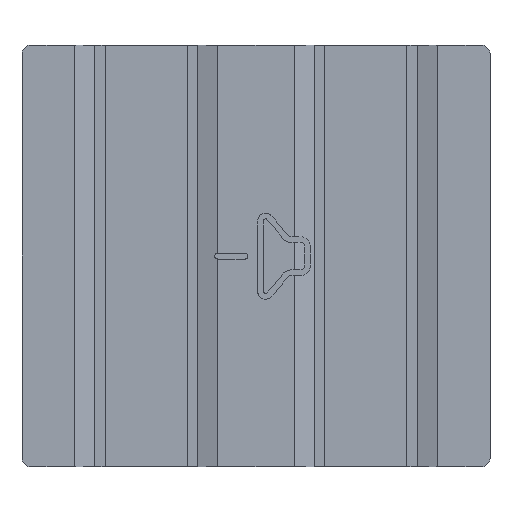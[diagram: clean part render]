
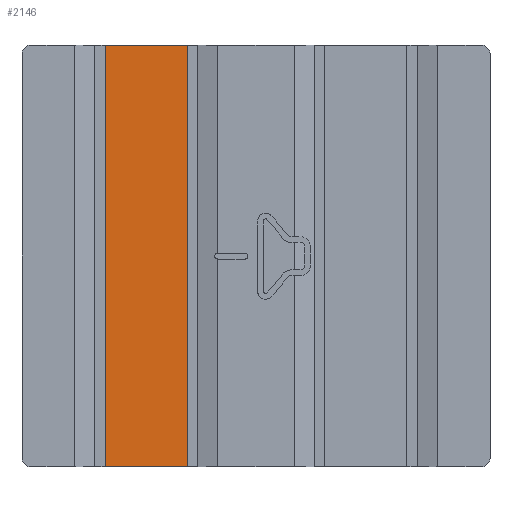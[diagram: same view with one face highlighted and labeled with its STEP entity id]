
A CAD part, front view. The second image highlights one B-rep face of the part: STEP entity #2146.
In plain terms, the highlighted planar face has unit normal (0, -1, 0).
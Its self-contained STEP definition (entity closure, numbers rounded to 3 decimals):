
#185=FACE_OUTER_BOUND('',#298,.T.);
#298=EDGE_LOOP('',(#1684,#1685,#1686,#1687));
#468=LINE('',#3651,#691);
#482=LINE('',#3678,#705);
#513=LINE('',#3750,#736);
#523=LINE('',#3856,#746);
#691=VECTOR('',#2445,10.);
#705=VECTOR('',#2467,10.);
#736=VECTOR('',#2508,10.);
#746=VECTOR('',#2530,10.);
#941=VERTEX_POINT('',#3647);
#943=VERTEX_POINT('',#3650);
#951=VERTEX_POINT('',#3674);
#952=VERTEX_POINT('',#3676);
#1189=EDGE_CURVE('',#943,#941,#468,.T.);
#1203=EDGE_CURVE('',#951,#952,#482,.T.);
#1235=EDGE_CURVE('',#941,#951,#513,.T.);
#1257=EDGE_CURVE('',#952,#943,#523,.T.);
#1684=ORIENTED_EDGE('',*,*,#1189,.T.);
#1685=ORIENTED_EDGE('',*,*,#1235,.T.);
#1686=ORIENTED_EDGE('',*,*,#1203,.T.);
#1687=ORIENTED_EDGE('',*,*,#1257,.T.);
#2067=PLANE('',#2260);
#2146=ADVANCED_FACE('',(#185),#2067,.F.);
#2260=AXIS2_PLACEMENT_3D('',#3855,#2528,#2529);
#2445=DIRECTION('',(0.,0.,1.));
#2467=DIRECTION('',(0.,0.,-1.));
#2508=DIRECTION('',(-1.,0.,0.));
#2528=DIRECTION('center_axis',(0.,1.,0.));
#2529=DIRECTION('ref_axis',(1.,0.,0.));
#2530=DIRECTION('',(1.,0.,0.));
#3647=CARTESIAN_POINT('',(-11.894,-0.9,36.5));
#3650=CARTESIAN_POINT('',(-11.894,-0.9,-36.5));
#3651=CARTESIAN_POINT('',(-11.894,-0.9,-18.25));
#3674=CARTESIAN_POINT('',(-26.094,-0.9,36.5));
#3676=CARTESIAN_POINT('',(-26.094,-0.9,-36.5));
#3678=CARTESIAN_POINT('',(-26.094,-0.9,-18.25));
#3750=CARTESIAN_POINT('',(-41.,-0.9,36.5));
#3855=CARTESIAN_POINT('Origin',(0.,-0.9,0.));
#3856=CARTESIAN_POINT('',(41.,-0.9,-36.5));
